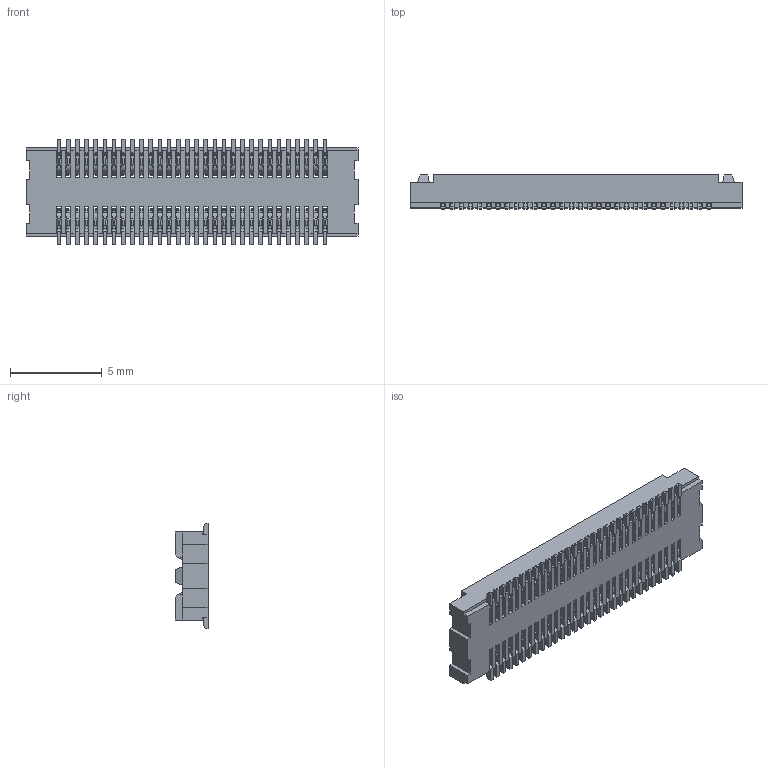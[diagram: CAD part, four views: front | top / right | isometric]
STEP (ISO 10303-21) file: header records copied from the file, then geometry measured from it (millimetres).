
FILE_DESCRIPTION((''),'2;1');
FILE_NAME('FBB05001-F_ASM','2026-04-15T09:41:59',('gongchengVV'),(''),'CREO PARAMETRIC BY PTC INC, 2020033','CREO PARAMETRIC BY PTC INC, 2020033','');
FILE_SCHEMA(('CONFIG_CONTROL_DESIGN'));
Products named in the file (1): FBB05001-F_ASM
Bounding box: 18.1 x 1.85 x 5.76 mm (x, y, z)
Volume: 103.3 mm3; surface area: 696.6 mm2
Topology: 1 solids, 1 shells, 2450 faces, 8240 edges, 5492 vertices
Faces by surface type: plane 1610, cylinder 840
Entity records: 90170 total; most frequent: CARTESIAN_POINT 16722, ORIENTED_EDGE 16480, DIRECTION 14580, EDGE_CURVE 8240, VECTOR 6320, LINE 6320, VERTEX_POINT 5492, AXIS2_PLACEMENT_3D 4130
